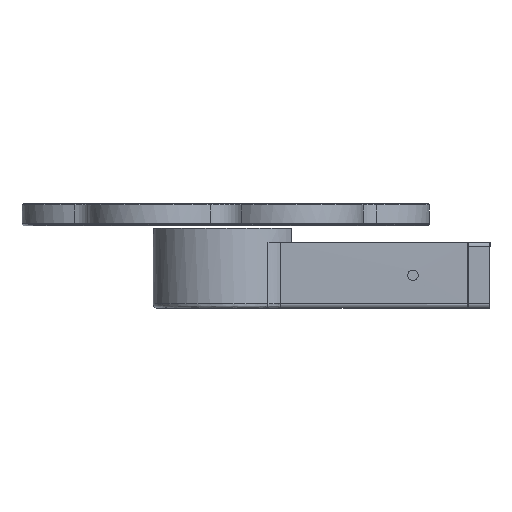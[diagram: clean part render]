
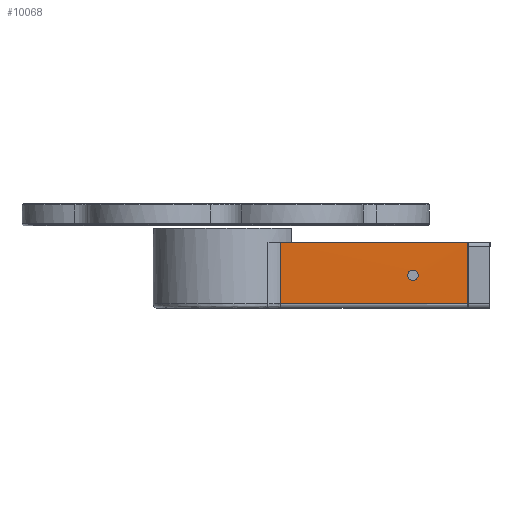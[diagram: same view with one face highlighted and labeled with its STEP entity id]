
A CAD part, left-side view. The second image highlights one B-rep face of the part: STEP entity #10068.
In plain terms, the highlighted planar face has unit normal (1, 0, 0).
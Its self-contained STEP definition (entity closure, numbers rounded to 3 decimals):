
#158 = DIRECTION ( 'NONE',  ( 0., 0., -1. ) ) ;
#909 = EDGE_CURVE ( 'NONE', #14673, #14332, #7778, .T. ) ;
#1065 = ORIENTED_EDGE ( 'NONE', *, *, #14239, .T. ) ;
#1225 = VECTOR ( 'NONE', #3040, 1000. ) ;
#1317 = CARTESIAN_POINT ( 'NONE',  ( -68.376, -58.989, 138.25 ) ) ;
#1844 = EDGE_LOOP ( 'NONE', ( #3373, #12517, #3212, #1065 ) ) ;
#2020 = CARTESIAN_POINT ( 'NONE',  ( -68.376, 26.031, 163.25 ) ) ;
#2130 = CIRCLE ( 'NONE', #7092, 2.35 ) ;
#2400 = FACE_OUTER_BOUND ( 'NONE', #1844, .T. ) ;
#2551 = DIRECTION ( 'NONE',  ( 0., 0., 1. ) ) ;
#3040 = DIRECTION ( 'NONE',  ( 0., -1., 0. ) ) ;
#3212 = ORIENTED_EDGE ( 'NONE', *, *, #10291, .T. ) ;
#3373 = ORIENTED_EDGE ( 'NONE', *, *, #909, .T. ) ;
#3621 = VECTOR ( 'NONE', #2551, 1000. ) ;
#3774 = DIRECTION ( 'NONE',  ( -1., 0., 0. ) ) ;
#3882 = CARTESIAN_POINT ( 'NONE',  ( -68.376, 26.031, 138.25 ) ) ;
#3935 = DIRECTION ( 'NONE',  ( 0., 0., 1. ) ) ;
#4400 = DIRECTION ( 'NONE',  ( 0., 1., 0. ) ) ;
#4759 = EDGE_CURVE ( 'NONE', #4778, #14332, #12005, .T. ) ;
#4778 = VERTEX_POINT ( 'NONE', #11383 ) ;
#5115 = LINE ( 'NONE', #3882, #7955 ) ;
#5187 = EDGE_CURVE ( 'NONE', #6798, #6798, #2130, .T. ) ;
#5622 = CARTESIAN_POINT ( 'NONE',  ( -68.376, -33.989, 150.6 ) ) ;
#5920 = VECTOR ( 'NONE', #4400, 1000. ) ;
#6418 = CARTESIAN_POINT ( 'NONE',  ( -68.376, -33.989, 148.25 ) ) ;
#6798 = VERTEX_POINT ( 'NONE', #5622 ) ;
#7092 = AXIS2_PLACEMENT_3D ( 'NONE', #6418, #3774, #3935 ) ;
#7207 = CARTESIAN_POINT ( 'NONE',  ( -68.376, -58.989, 138.25 ) ) ;
#7212 = FACE_BOUND ( 'NONE', #9226, .T. ) ;
#7307 = VERTEX_POINT ( 'NONE', #7619 ) ;
#7619 = CARTESIAN_POINT ( 'NONE',  ( -68.376, 26.031, 135.25 ) ) ;
#7778 = LINE ( 'NONE', #12353, #1225 ) ;
#7955 = VECTOR ( 'NONE', #10866, 1000. ) ;
#9132 = CARTESIAN_POINT ( 'NONE',  ( -68.376, -58.989, 135.25 ) ) ;
#9226 = EDGE_LOOP ( 'NONE', ( #12678 ) ) ;
#10068 = ADVANCED_FACE ( 'NONE', ( #2400, #7212 ), #11941, .T. ) ;
#10080 = LINE ( 'NONE', #9132, #5920 ) ;
#10291 = EDGE_CURVE ( 'NONE', #4778, #7307, #10080, .T. ) ;
#10616 = AXIS2_PLACEMENT_3D ( 'NONE', #1317, #10784, #158 ) ;
#10784 = DIRECTION ( 'NONE',  ( 1., 0., 0. ) ) ;
#10866 = DIRECTION ( 'NONE',  ( 0., 0., 1. ) ) ;
#10950 = CARTESIAN_POINT ( 'NONE',  ( -68.276, -58.889, 163.15 ) ) ;
#11383 = CARTESIAN_POINT ( 'NONE',  ( -68.276, -58.889, 135.25 ) ) ;
#11941 = PLANE ( 'NONE',  #10616 ) ;
#12005 = LINE ( 'NONE', #7207, #3621 ) ;
#12353 = CARTESIAN_POINT ( 'NONE',  ( -68.376, -58.989, 163.25 ) ) ;
#12517 = ORIENTED_EDGE ( 'NONE', *, *, #4759, .F. ) ;
#12678 = ORIENTED_EDGE ( 'NONE', *, *, #5187, .T. ) ;
#14239 = EDGE_CURVE ( 'NONE', #7307, #14673, #5115, .T. ) ;
#14332 = VERTEX_POINT ( 'NONE', #10950 ) ;
#14673 = VERTEX_POINT ( 'NONE', #2020 ) ;
